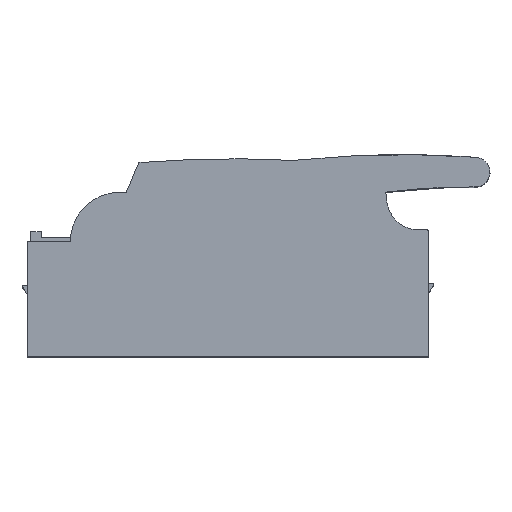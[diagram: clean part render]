
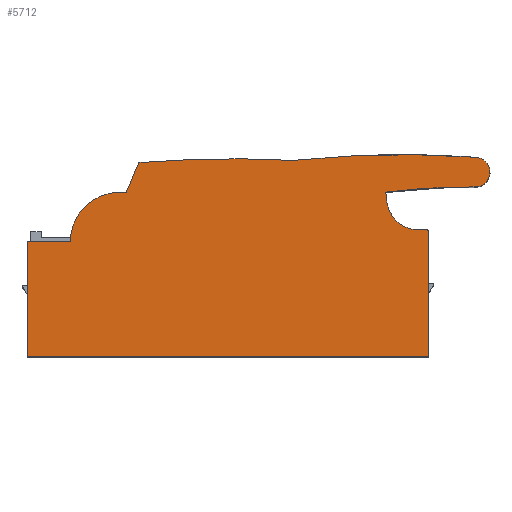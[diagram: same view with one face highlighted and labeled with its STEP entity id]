
A CAD part, top view. The second image highlights one B-rep face of the part: STEP entity #5712.
In plain terms, the highlighted planar face has unit normal (0, 0, 1).
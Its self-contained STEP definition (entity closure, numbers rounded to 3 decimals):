
#244=DIRECTION('',(0.,1.,0.));
#245=VECTOR('',#244,66.);
#246=CARTESIAN_POINT('',(144.414,-28.999,249.));
#247=LINE('',#246,#245);
#260=DIRECTION('',(1.,0.,0.));
#261=VECTOR('',#260,0.05);
#262=CARTESIAN_POINT('',(144.414,37.001,249.));
#263=LINE('',#262,#261);
#272=DIRECTION('',(0.,1.,0.));
#273=VECTOR('',#272,5.273);
#274=CARTESIAN_POINT('',(144.464,37.001,249.));
#275=LINE('',#274,#273);
#288=DIRECTION('',(-1.,0.,0.));
#289=VECTOR('',#288,4.632);
#290=CARTESIAN_POINT('',(142.964,43.774,249.));
#291=LINE('',#290,#289);
#312=CARTESIAN_POINT('',(129.251,-502.185,249.));
#313=DIRECTION('',(0.,0.,1.));
#314=DIRECTION('',(0.072,0.997,0.));
#315=AXIS2_PLACEMENT_3D('',#312,#313,#314);
#949=CARTESIAN_POINT('',(170.964,76.774,249.));
#950=DIRECTION('',(0.,0.,1.));
#951=DIRECTION('',(-0.009,-1.,0.));
#952=AXIS2_PLACEMENT_3D('',#949,#950,#951);
#954=CARTESIAN_POINT('',(-32.436,36.774,249.));
#955=DIRECTION('',(0.,0.,-1.));
#956=DIRECTION('',(-1.,0.008,0.));
#957=AXIS2_PLACEMENT_3D('',#954,#955,#956);
#959=CARTESIAN_POINT('',(129.251,-502.185,249.));
#960=DIRECTION('',(0.,0.,-1.));
#961=DIRECTION('',(-0.269,0.963,0.));
#962=AXIS2_PLACEMENT_3D('',#959,#960,#961);
#964=DIRECTION('',(0.398,0.918,0.));
#965=VECTOR('',#964,18.638);
#966=CARTESIAN_POINT('',(-28.979,65.121,249.));
#967=LINE('',#966,#965);
#968=CARTESIAN_POINT('',(32.105,-579.619,249.));
#969=DIRECTION('',(0.,0.,-1.));
#970=DIRECTION('',(-0.081,0.997,0.));
#971=AXIS2_PLACEMENT_3D('',#968,#969,#970);
#973=CARTESIAN_POINT('',(167.363,-310.516,249.));
#974=DIRECTION('',(0.,0.,1.));
#975=DIRECTION('',(0.009,1.,0.));
#976=AXIS2_PLACEMENT_3D('',#973,#974,#975);
#978=DIRECTION('',(0.121,-0.993,0.));
#979=VECTOR('',#978,5.738);
#980=CARTESIAN_POINT('',(119.769,65.288,249.));
#981=LINE('',#980,#979);
#982=CARTESIAN_POINT('',(138.332,61.774,249.));
#983=DIRECTION('',(0.,0.,1.));
#984=DIRECTION('',(-0.993,-0.121,0.));
#985=AXIS2_PLACEMENT_3D('',#982,#983,#984);
#987=CARTESIAN_POINT('',(142.964,42.274,249.));
#988=DIRECTION('',(0.,0.,-1.));
#989=DIRECTION('',(0.,1.,0.));
#990=AXIS2_PLACEMENT_3D('',#987,#988,#989);
#992=DIRECTION('',(-1.,0.,0.));
#993=VECTOR('',#992,230.);
#994=CARTESIAN_POINT('',(144.414,-28.999,249.));
#995=LINE('',#994,#993);
#996=DIRECTION('',(0.,1.,0.));
#997=VECTOR('',#996,66.);
#998=CARTESIAN_POINT('',(-85.586,-28.999,249.));
#999=LINE('',#998,#997);
#1004=DIRECTION('',(-1.,0.,0.));
#1005=VECTOR('',#1004,24.651);
#1006=CARTESIAN_POINT('',(-60.936,37.001,249.));
#1007=LINE('',#1006,#1005);
#3543=CARTESIAN_POINT('',(-85.586,-28.999,
249.));
#3544=VERTEX_POINT('',#3543);
#3545=CARTESIAN_POINT('',(144.414,-28.999,249.));
#3546=VERTEX_POINT('',#3545);
#3567=CARTESIAN_POINT('',(144.414,37.001,249.));
#3568=VERTEX_POINT('',#3567);
#3701=CARTESIAN_POINT('',(-60.936,37.001,249.));
#3702=CARTESIAN_POINT('',(-85.586,37.001,249.));
#3703=VERTEX_POINT('',#3701);
#3704=VERTEX_POINT('',#3702);
#3705=CARTESIAN_POINT('',(-29.125,65.081,249.));
#3706=VERTEX_POINT('',#3705);
#3707=CARTESIAN_POINT('',(-28.979,65.121,249.));
#3708=VERTEX_POINT('',#3707);
#3709=CARTESIAN_POINT('',(-21.566,82.222,249.));
#3710=VERTEX_POINT('',#3709);
#3711=CARTESIAN_POINT('',(67.012,83.477,249.));
#3712=VERTEX_POINT('',#3711);
#3713=CARTESIAN_POINT('',(170.885,68.274,249.));
#3714=CARTESIAN_POINT('',(119.769,65.288,249.));
#3715=VERTEX_POINT('',#3713);
#3716=VERTEX_POINT('',#3714);
#3717=CARTESIAN_POINT('',(120.464,59.593,249.));
#3718=VERTEX_POINT('',#3717);
#3719=CARTESIAN_POINT('',(138.332,43.774,249.));
#3720=VERTEX_POINT('',#3719);
#3721=CARTESIAN_POINT('',(142.964,43.774,249.));
#3722=VERTEX_POINT('',#3721);
#3723=CARTESIAN_POINT('',(144.464,42.274,249.));
#3724=VERTEX_POINT('',#3723);
#3725=CARTESIAN_POINT('',(144.464,37.001,249.));
#3726=VERTEX_POINT('',#3725);
#3863=CARTESIAN_POINT('',(171.574,85.252,249.));
#3864=VERTEX_POINT('',#3863);
#5686=CARTESIAN_POINT('',(144.414,-28.999,249.));
#5687=DIRECTION('',(0.,0.,1.));
#5688=DIRECTION('',(-1.,0.,0.));
#5689=AXIS2_PLACEMENT_3D('',#5686,#5687,#5688);
#5690=PLANE('',#5689);
#5692=ORIENTED_EDGE('',*,*,#5691,.F.);
#5693=ORIENTED_EDGE('',*,*,#4946,.T.);
#5694=ORIENTED_EDGE('',*,*,#4919,.T.);
#5695=ORIENTED_EDGE('',*,*,#4904,.T.);
#5696=ORIENTED_EDGE('',*,*,#4889,.T.);
#5697=ORIENTED_EDGE('',*,*,#4855,.F.);
#5698=ORIENTED_EDGE('',*,*,#5681,.F.);
#5699=ORIENTED_EDGE('',*,*,#5668,.T.);
#5700=ORIENTED_EDGE('',*,*,#4835,.T.);
#5701=ORIENTED_EDGE('',*,*,#4816,.T.);
#5702=ORIENTED_EDGE('',*,*,#4801,.F.);
#5703=ORIENTED_EDGE('',*,*,#4786,.T.);
#5704=ORIENTED_EDGE('',*,*,#4771,.F.);
#5705=ORIENTED_EDGE('',*,*,#4756,.F.);
#5706=ORIENTED_EDGE('',*,*,#4741,.F.);
#5707=ORIENTED_EDGE('',*,*,#4605,.T.);
#5709=ORIENTED_EDGE('',*,*,#5708,.T.);
#5710=EDGE_LOOP('',(#5692,#5693,#5694,#5695,#5696,#5697,#5698,#5699,#5700,#5701,
#5702,#5703,#5704,#5705,#5706,#5707,#5709));
#5711=FACE_OUTER_BOUND('',#5710,.F.);
#5712=ADVANCED_FACE('',(#5711),#5690,.T.);
#316=CIRCLE('',#315,588.96);
#953=CIRCLE('',#952,8.5);
#958=CIRCLE('',#957,28.5);
#963=CIRCLE('',#962,588.96);
#972=CIRCLE('',#971,664.014);
#977=CIRCLE('',#976,378.806);
#986=CIRCLE('',#985,18.);
#991=CIRCLE('',#990,1.5);
#4605=EDGE_CURVE('',#3546,#3544,#995,.T.);
#4741=EDGE_CURVE('',#3546,#3568,#247,.T.);
#4756=EDGE_CURVE('',#3568,#3726,#263,.T.);
#4771=EDGE_CURVE('',#3726,#3724,#275,.T.);
#4786=EDGE_CURVE('',#3722,#3724,#991,.T.);
#4801=EDGE_CURVE('',#3722,#3720,#291,.T.);
#4816=EDGE_CURVE('',#3718,#3720,#986,.T.);
#4835=EDGE_CURVE('',#3716,#3718,#981,.T.);
#4855=EDGE_CURVE('',#3864,#3712,#316,.T.);
#4889=EDGE_CURVE('',#3710,#3712,#972,.T.);
#4904=EDGE_CURVE('',#3708,#3710,#967,.T.);
#4919=EDGE_CURVE('',#3706,#3708,#963,.T.);
#4946=EDGE_CURVE('',#3703,#3706,#958,.T.);
#5668=EDGE_CURVE('',#3715,#3716,#977,.T.);
#5681=EDGE_CURVE('',#3715,#3864,#953,.T.);
#5691=EDGE_CURVE('',#3703,#3704,#1007,.T.);
#5708=EDGE_CURVE('',#3544,#3704,#999,.T.);
